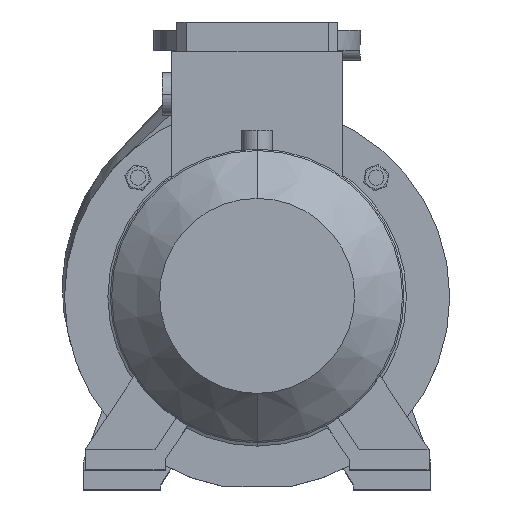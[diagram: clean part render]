
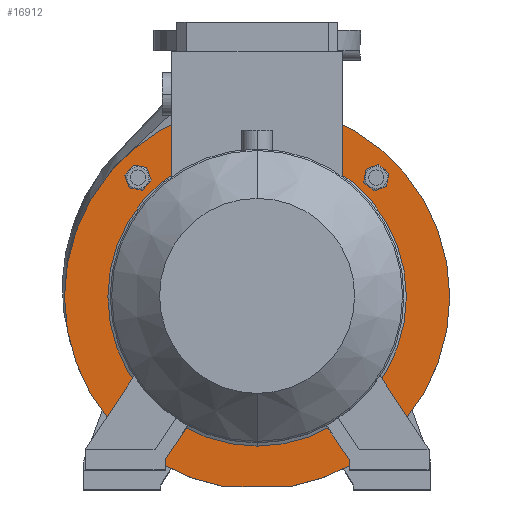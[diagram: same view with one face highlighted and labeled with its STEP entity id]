
A CAD part, top view. The second image highlights one B-rep face of the part: STEP entity #16912.
In plain terms, the highlighted planar face has unit normal (0, 0, 1).
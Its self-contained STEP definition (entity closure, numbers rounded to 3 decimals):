
#1014 = EDGE_CURVE ( 'NONE', #16336, #47206, #19341, .T. ) ;
#1433 = EDGE_CURVE ( 'NONE', #48052, #30360, #49518, .T. ) ;
#1703 = DIRECTION ( 'NONE',  ( 0., -1., 0. ) ) ;
#1711 = FACE_BOUND ( 'NONE', #10914, .T. ) ;
#1909 = EDGE_LOOP ( 'NONE', ( #59568, #32266 ) ) ;
#3175 = DIRECTION ( 'NONE',  ( 0., 0., -1. ) ) ;
#4673 = ORIENTED_EDGE ( 'NONE', *, *, #15976, .F. ) ;
#6329 = CARTESIAN_POINT ( 'NONE',  ( -125.723, -134.97, 239. ) ) ;
#6341 = DIRECTION ( 'NONE',  ( 0., -1., 0. ) ) ;
#6568 = EDGE_CURVE ( 'NONE', #30360, #48052, #36299, .T. ) ;
#7132 = CARTESIAN_POINT ( 'NONE',  ( 123.744, -123.744, 239. ) ) ;
#7178 = ORIENTED_EDGE ( 'NONE', *, *, #1433, .T. ) ;
#8298 = AXIS2_PLACEMENT_3D ( 'NONE', #16463, #38096, #1703 ) ;
#10914 = EDGE_LOOP ( 'NONE', ( #45084, #22025 ) ) ;
#11477 = DIRECTION ( 'NONE',  ( 0., -1., 0. ) ) ;
#11625 = EDGE_LOOP ( 'NONE', ( #30021, #7178 ) ) ;
#11897 = DIRECTION ( 'NONE',  ( 0., -1., 0. ) ) ;
#12505 = AXIS2_PLACEMENT_3D ( 'NONE', #15851, #20899, #53269 ) ;
#13919 = FACE_BOUND ( 'NONE', #21256, .T. ) ;
#15076 = DIRECTION ( 'NONE',  ( 0., 0., -1. ) ) ;
#15530 = DIRECTION ( 'NONE',  ( 0., -1., 0. ) ) ;
#15851 = CARTESIAN_POINT ( 'NONE',  ( -123.744, 123.744, 239. ) ) ;
#15941 = DIRECTION ( 'NONE',  ( 0., 0., -1. ) ) ;
#15976 = EDGE_CURVE ( 'NONE', #17436, #46396, #34413, .T. ) ;
#15990 = DIRECTION ( 'NONE',  ( 0., 0., -1. ) ) ;
#16084 = CARTESIAN_POINT ( 'NONE',  ( -200., -197., 239. ) ) ;
#16195 = CARTESIAN_POINT ( 'NONE',  ( -34.511, -197., 239. ) ) ;
#16336 = VERTEX_POINT ( 'NONE', #6329 ) ;
#16463 = CARTESIAN_POINT ( 'NONE',  ( 123.744, -123.744, 239. ) ) ;
#16736 = CIRCLE ( 'NONE', #47898, 11.4 ) ;
#16865 = AXIS2_PLACEMENT_3D ( 'NONE', #57320, #20751, #11477 ) ;
#16878 = FACE_OUTER_BOUND ( 'NONE', #52772, .T. ) ;
#16912 = ADVANCED_FACE ( 'NONE', ( #50609, #53563, #13919, #48425, #16878, #1711 ), #51801, .T. ) ;
#17105 = ORIENTED_EDGE ( 'NONE', *, *, #42209, .T. ) ;
#17217 = CIRCLE ( 'NONE', #41047, 155. ) ;
#17278 = DIRECTION ( 'NONE',  ( 0., -1., 0. ) ) ;
#17436 = VERTEX_POINT ( 'NONE', #18291 ) ;
#17712 = AXIS2_PLACEMENT_3D ( 'NONE', #25214, #15941, #11897 ) ;
#18267 = AXIS2_PLACEMENT_3D ( 'NONE', #44802, #49420, #30572 ) ;
#18291 = CARTESIAN_POINT ( 'NONE',  ( 0., 200., 239. ) ) ;
#19341 = CIRCLE ( 'NONE', #17712, 11.4 ) ;
#20058 = DIRECTION ( 'NONE',  ( 0., 1., 0. ) ) ;
#20496 = DIRECTION ( 'NONE',  ( 1., 0., 0. ) ) ;
#20600 = AXIS2_PLACEMENT_3D ( 'NONE', #58262, #3175, #17278 ) ;
#20751 = DIRECTION ( 'NONE',  ( 0., 0., -1. ) ) ;
#20899 = DIRECTION ( 'NONE',  ( 0., 0., -1. ) ) ;
#21193 = VECTOR ( 'NONE', #20496, 1000. ) ;
#21256 = EDGE_LOOP ( 'NONE', ( #17105, #50899 ) ) ;
#22025 = ORIENTED_EDGE ( 'NONE', *, *, #24075, .T. ) ;
#23866 = EDGE_CURVE ( 'NONE', #46066, #49850, #34538, .T. ) ;
#24075 = EDGE_CURVE ( 'NONE', #46028, #46572, #17217, .T. ) ;
#24320 = CARTESIAN_POINT ( 'NONE',  ( 121.764, 112.517, 239. ) ) ;
#24646 = EDGE_CURVE ( 'NONE', #37735, #17436, #36479, .T. ) ;
#24659 = DIRECTION ( 'NONE',  ( 0., -1., 0. ) ) ;
#24669 = VERTEX_POINT ( 'NONE', #53074 ) ;
#25214 = CARTESIAN_POINT ( 'NONE',  ( -123.744, -123.744, 239. ) ) ;
#26267 = CARTESIAN_POINT ( 'NONE',  ( -121.764, -112.517, 239. ) ) ;
#27293 = ORIENTED_EDGE ( 'NONE', *, *, #24646, .F. ) ;
#28785 = CARTESIAN_POINT ( 'NONE',  ( 123.744, 123.744, 239. ) ) ;
#29878 = EDGE_CURVE ( 'NONE', #47206, #16336, #43653, .T. ) ;
#30021 = ORIENTED_EDGE ( 'NONE', *, *, #6568, .T. ) ;
#30176 = DIRECTION ( 'NONE',  ( 0., 0., -1. ) ) ;
#30360 = VERTEX_POINT ( 'NONE', #24320 ) ;
#30572 = DIRECTION ( 'NONE',  ( 0., 1., 0. ) ) ;
#31781 = ORIENTED_EDGE ( 'NONE', *, *, #1014, .T. ) ;
#32266 = ORIENTED_EDGE ( 'NONE', *, *, #23866, .T. ) ;
#32754 = CIRCLE ( 'NONE', #47248, 155. ) ;
#33058 = DIRECTION ( 'NONE',  ( 0., 0., -1. ) ) ;
#33546 = CARTESIAN_POINT ( 'NONE',  ( 0., 200., 239. ) ) ;
#33572 = CARTESIAN_POINT ( 'NONE',  ( 0., 0., 239. ) ) ;
#33595 = EDGE_CURVE ( 'NONE', #37735, #46396, #45609, .T. ) ;
#34413 = CIRCLE ( 'NONE', #18267, 200. ) ;
#34538 = CIRCLE ( 'NONE', #50286, 11.4 ) ;
#35653 = DIRECTION ( 'NONE',  ( 0., 1., 0. ) ) ;
#36299 = CIRCLE ( 'NONE', #20600, 11.4 ) ;
#36479 = CIRCLE ( 'NONE', #36493, 200. ) ;
#36493 = AXIS2_PLACEMENT_3D ( 'NONE', #48812, #30176, #39177 ) ;
#37146 = CARTESIAN_POINT ( 'NONE',  ( 112.517, -121.764, 239. ) ) ;
#37590 = DIRECTION ( 'NONE',  ( 0., -1., 0. ) ) ;
#37735 = VERTEX_POINT ( 'NONE', #16195 ) ;
#38096 = DIRECTION ( 'NONE',  ( 0., 0., -1. ) ) ;
#39177 = DIRECTION ( 'NONE',  ( 0., 1., 0. ) ) ;
#39231 = EDGE_CURVE ( 'NONE', #24669, #51159, #16736, .T. ) ;
#39654 = ORIENTED_EDGE ( 'NONE', *, *, #33595, .T. ) ;
#39984 = EDGE_LOOP ( 'NONE', ( #48545, #31781 ) ) ;
#40038 = AXIS2_PLACEMENT_3D ( 'NONE', #33546, #52412, #6341 ) ;
#40593 = CIRCLE ( 'NONE', #8298, 11.4 ) ;
#41047 = AXIS2_PLACEMENT_3D ( 'NONE', #49667, #54295, #35653 ) ;
#41550 = EDGE_CURVE ( 'NONE', #49850, #46066, #44378, .T. ) ;
#42209 = EDGE_CURVE ( 'NONE', #51159, #24669, #40593, .T. ) ;
#42655 = CARTESIAN_POINT ( 'NONE',  ( -123.744, 123.744, 239. ) ) ;
#43653 = CIRCLE ( 'NONE', #16865, 11.4 ) ;
#44378 = CIRCLE ( 'NONE', #12505, 11.4 ) ;
#44802 = CARTESIAN_POINT ( 'NONE',  ( 0., 0., 239. ) ) ;
#45084 = ORIENTED_EDGE ( 'NONE', *, *, #59452, .T. ) ;
#45609 = LINE ( 'NONE', #16084, #21193 ) ;
#45845 = AXIS2_PLACEMENT_3D ( 'NONE', #28785, #15076, #37590 ) ;
#46028 = VERTEX_POINT ( 'NONE', #59328 ) ;
#46066 = VERTEX_POINT ( 'NONE', #50698 ) ;
#46396 = VERTEX_POINT ( 'NONE', #56662 ) ;
#46572 = VERTEX_POINT ( 'NONE', #52664 ) ;
#46956 = DIRECTION ( 'NONE',  ( 0., 0., -1. ) ) ;
#47206 = VERTEX_POINT ( 'NONE', #26267 ) ;
#47248 = AXIS2_PLACEMENT_3D ( 'NONE', #33572, #46956, #20058 ) ;
#47898 = AXIS2_PLACEMENT_3D ( 'NONE', #7132, #15990, #24659 ) ;
#48052 = VERTEX_POINT ( 'NONE', #57024 ) ;
#48425 = FACE_BOUND ( 'NONE', #39984, .T. ) ;
#48545 = ORIENTED_EDGE ( 'NONE', *, *, #29878, .T. ) ;
#48812 = CARTESIAN_POINT ( 'NONE',  ( 0., 0., 239. ) ) ;
#49420 = DIRECTION ( 'NONE',  ( 0., 0., -1. ) ) ;
#49518 = CIRCLE ( 'NONE', #45845, 11.4 ) ;
#49667 = CARTESIAN_POINT ( 'NONE',  ( 0., 0., 239. ) ) ;
#49850 = VERTEX_POINT ( 'NONE', #58490 ) ;
#50286 = AXIS2_PLACEMENT_3D ( 'NONE', #42655, #33058, #15530 ) ;
#50609 = FACE_BOUND ( 'NONE', #1909, .T. ) ;
#50698 = CARTESIAN_POINT ( 'NONE',  ( -134.97, 125.723, 239. ) ) ;
#50899 = ORIENTED_EDGE ( 'NONE', *, *, #39231, .T. ) ;
#51159 = VERTEX_POINT ( 'NONE', #37146 ) ;
#51801 = PLANE ( 'NONE',  #40038 ) ;
#52412 = DIRECTION ( 'NONE',  ( 0., 0., 1. ) ) ;
#52664 = CARTESIAN_POINT ( 'NONE',  ( 0., 155., 239. ) ) ;
#52772 = EDGE_LOOP ( 'NONE', ( #39654, #4673, #27293 ) ) ;
#53074 = CARTESIAN_POINT ( 'NONE',  ( 134.97, -125.723, 239. ) ) ;
#53269 = DIRECTION ( 'NONE',  ( 0., -1., 0. ) ) ;
#53563 = FACE_BOUND ( 'NONE', #11625, .T. ) ;
#54295 = DIRECTION ( 'NONE',  ( 0., 0., -1. ) ) ;
#56662 = CARTESIAN_POINT ( 'NONE',  ( 34.511, -197., 239. ) ) ;
#57024 = CARTESIAN_POINT ( 'NONE',  ( 125.723, 134.97, 239. ) ) ;
#57320 = CARTESIAN_POINT ( 'NONE',  ( -123.744, -123.744, 239. ) ) ;
#58262 = CARTESIAN_POINT ( 'NONE',  ( 123.744, 123.744, 239. ) ) ;
#58490 = CARTESIAN_POINT ( 'NONE',  ( -112.517, 121.764, 239. ) ) ;
#59328 = CARTESIAN_POINT ( 'NONE',  ( 0., -155., 239. ) ) ;
#59452 = EDGE_CURVE ( 'NONE', #46572, #46028, #32754, .T. ) ;
#59568 = ORIENTED_EDGE ( 'NONE', *, *, #41550, .T. ) ;
